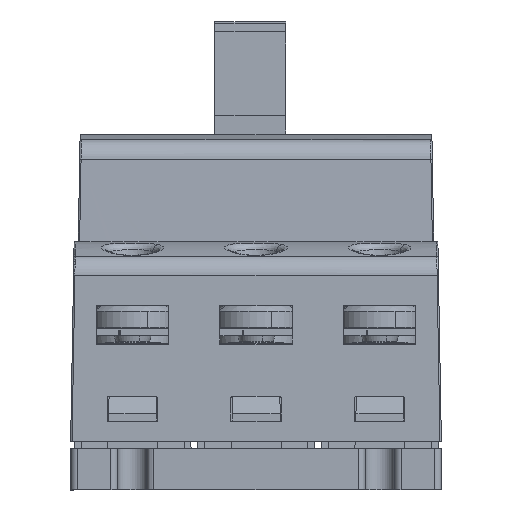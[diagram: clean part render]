
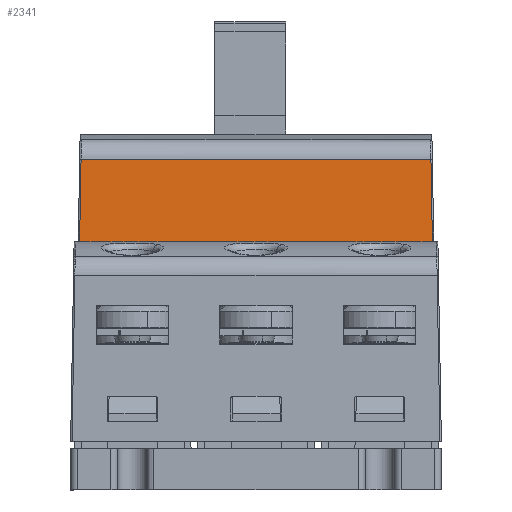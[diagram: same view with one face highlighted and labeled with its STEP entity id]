
A CAD part, left-side view. The second image highlights one B-rep face of the part: STEP entity #2341.
In plain terms, the highlighted cylindrical face has radius 331.58 mm (diameter 663.161 mm), a partial arc.
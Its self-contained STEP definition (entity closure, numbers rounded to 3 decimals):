
#864=CYLINDRICAL_SURFACE('',#24461,331.58);
#1184=B_SPLINE_CURVE_WITH_KNOTS('',3,(#32678,#32679,#32680,#32681,#32682,
#32683),.UNSPECIFIED.,.F.,.F.,(4,2,4),(0.,0.5,1.),.UNSPECIFIED.);
#1190=B_SPLINE_CURVE_WITH_KNOTS('',3,(#32946,#32947,#32948,#32949,#32950,
#32951),.UNSPECIFIED.,.F.,.F.,(4,2,4),(0.,0.5,1.),.UNSPECIFIED.);
#1321=B_SPLINE_CURVE_WITH_KNOTS('',3,(#35623,#35624,#35625,#35626),
 .UNSPECIFIED.,.F.,.F.,(4,4),(0.,1.),.UNSPECIFIED.);
#1322=B_SPLINE_CURVE_WITH_KNOTS('',3,(#35629,#35630,#35631,#35632,#35633,
#35634),.UNSPECIFIED.,.F.,.F.,(4,2,4),(0.,0.5,1.),.UNSPECIFIED.);
#1323=B_SPLINE_CURVE_WITH_KNOTS('',3,(#35635,#35636,#35637,#35638,#35639,
#35640),.UNSPECIFIED.,.F.,.F.,(4,2,4),(0.,0.5,1.),.UNSPECIFIED.);
#1324=B_SPLINE_CURVE_WITH_KNOTS('',3,(#35641,#35642,#35643,#35644,#35645,
#35646),.UNSPECIFIED.,.F.,.F.,(4,2,4),(0.,0.5,1.),
 .UNSPECIFIED.);
#1325=B_SPLINE_CURVE_WITH_KNOTS('',3,(#35648,#35649,#35650,#35651,#35652,
#35653),.UNSPECIFIED.,.F.,.F.,(4,2,4),(0.,0.5,1.),.UNSPECIFIED.);
#1326=B_SPLINE_CURVE_WITH_KNOTS('',3,(#35654,#35655,#35656,#35657),
 .UNSPECIFIED.,.F.,.F.,(4,4),(0.,1.),.UNSPECIFIED.);
#2341=ADVANCED_FACE('',(#3470),#864,.T.);
#3470=FACE_OUTER_BOUND('',#4246,.T.);
#4246=EDGE_LOOP('',(#7055,#7056,#7057,#7058,#7059,#7060,#7061,#7062,#7063,
#7064,#7065,#7066,#7067));
#7055=ORIENTED_EDGE('',*,*,#16029,.T.);
#7056=ORIENTED_EDGE('',*,*,#16050,.T.);
#7057=ORIENTED_EDGE('',*,*,#16051,.F.);
#7058=ORIENTED_EDGE('',*,*,#15573,.T.);
#7059=ORIENTED_EDGE('',*,*,#16052,.T.);
#7060=ORIENTED_EDGE('',*,*,#15673,.F.);
#7061=ORIENTED_EDGE('',*,*,#15567,.T.);
#7062=ORIENTED_EDGE('',*,*,#16053,.T.);
#7063=ORIENTED_EDGE('',*,*,#15677,.F.);
#7064=ORIENTED_EDGE('',*,*,#16054,.T.);
#7065=ORIENTED_EDGE('',*,*,#16055,.T.);
#7066=ORIENTED_EDGE('',*,*,#15684,.F.);
#7067=ORIENTED_EDGE('',*,*,#16056,.T.);
#12046=VERTEX_POINT('',#32677);
#12047=VERTEX_POINT('',#32684);
#12052=VERTEX_POINT('',#32945);
#12053=VERTEX_POINT('',#32952);
#12141=VERTEX_POINT('',#34173);
#12143=VERTEX_POINT('',#34186);
#12146=VERTEX_POINT('',#34196);
#12147=VERTEX_POINT('',#34207);
#12153=VERTEX_POINT('',#34230);
#12458=VERTEX_POINT('',#35519);
#12459=VERTEX_POINT('',#35521);
#12473=VERTEX_POINT('',#35627);
#12474=VERTEX_POINT('',#35647);
#15567=EDGE_CURVE('',#12047,#12046,#1184,.T.);
#15573=EDGE_CURVE('',#12053,#12052,#1190,.T.);
#15673=EDGE_CURVE('',#12047,#12141,#19604,.T.);
#15677=EDGE_CURVE('',#12146,#12143,#19606,.T.);
#15684=EDGE_CURVE('',#12153,#12147,#19608,.T.);
#16029=EDGE_CURVE('',#12459,#12458,#19821,.T.);
#16050=EDGE_CURVE('',#12458,#12473,#1321,.T.);
#16051=EDGE_CURVE('',#12053,#12473,#19824,.T.);
#16052=EDGE_CURVE('',#12052,#12141,#1322,.T.);
#16053=EDGE_CURVE('',#12046,#12143,#1323,.T.);
#16054=EDGE_CURVE('',#12146,#12474,#1324,.T.);
#16055=EDGE_CURVE('',#12474,#12147,#1325,.T.);
#16056=EDGE_CURVE('',#12153,#12459,#1326,.T.);
#19604=LINE('',#34176,#21892);
#19606=LINE('',#34197,#21894);
#19608=LINE('',#34231,#21896);
#19821=LINE('',#35520,#22109);
#19824=LINE('',#35628,#22112);
#21892=VECTOR('',#26592,1.);
#21894=VECTOR('',#26596,1.);
#21896=VECTOR('',#26600,1.);
#22109=VECTOR('',#26921,1.);
#22112=VECTOR('',#26942,1.);
#24461=AXIS2_PLACEMENT_3D('',#35658,#26943,#26944);
#26592=DIRECTION('',(0.,1.,0.));
#26596=DIRECTION('',(0.,1.,0.));
#26600=DIRECTION('',(0.,1.,0.));
#26921=DIRECTION('',(0.,1.,0.));
#26942=DIRECTION('',(0.,1.,0.));
#26943=DIRECTION('',(0.,-1.,0.));
#26944=DIRECTION('',(0.,0.,1.));
#32677=CARTESIAN_POINT('',(-18.7,0.016,27.555));
#32678=CARTESIAN_POINT('',(-18.693,3.301,28.115));
#32679=CARTESIAN_POINT('',(-18.693,2.964,28.115));
#32680=CARTESIAN_POINT('',(-18.694,2.446,28.031));
#32681=CARTESIAN_POINT('',(-18.7,0.868,27.653));
#32682=CARTESIAN_POINT('',(-18.701,0.321,27.557));
#32683=CARTESIAN_POINT('',(-18.701,0.016,27.556));
#32684=CARTESIAN_POINT('',(-18.693,3.301,28.115));
#32945=CARTESIAN_POINT('',(-18.7,18.016,27.555));
#32946=CARTESIAN_POINT('',(-18.693,21.301,28.115));
#32947=CARTESIAN_POINT('',(-18.693,20.964,28.115));
#32948=CARTESIAN_POINT('',(-18.694,20.446,28.031));
#32949=CARTESIAN_POINT('',(-18.7,18.868,27.653));
#32950=CARTESIAN_POINT('',(-18.701,18.321,27.557));
#32951=CARTESIAN_POINT('',(-18.701,18.016,27.556));
#32952=CARTESIAN_POINT('',(-18.693,21.301,28.115));
#34173=CARTESIAN_POINT('',(-18.693,14.699,28.115));
#34176=CARTESIAN_POINT('',(-18.693,20.1,28.115));
#34186=CARTESIAN_POINT('',(-18.693,-3.301,28.115));
#34196=CARTESIAN_POINT('',(-18.693,-14.699,28.115));
#34197=CARTESIAN_POINT('',(-18.693,20.1,28.115));
#34207=CARTESIAN_POINT('',(-18.693,-21.301,28.115));
#34230=CARTESIAN_POINT('',(-18.693,-25.702,28.115));
#34231=CARTESIAN_POINT('',(-18.693,2.1,28.115));
#35519=CARTESIAN_POINT('',(-18.24,25.474,41.146));
#35520=CARTESIAN_POINT('',(-18.24,20.1,41.146));
#35521=CARTESIAN_POINT('',(-18.24,-25.474,41.146));
#35623=CARTESIAN_POINT('',(-18.24,25.474,41.146));
#35624=CARTESIAN_POINT('',(-18.476,25.55,36.806));
#35625=CARTESIAN_POINT('',(-18.627,25.626,32.461));
#35626=CARTESIAN_POINT('',(-18.693,25.702,28.115));
#35627=CARTESIAN_POINT('',(-18.693,25.702,28.115));
#35628=CARTESIAN_POINT('',(-18.693,38.1,28.115));
#35629=CARTESIAN_POINT('',(-18.701,18.016,27.556));
#35630=CARTESIAN_POINT('',(-18.701,17.701,27.555));
#35631=CARTESIAN_POINT('',(-18.7,17.125,27.654));
#35632=CARTESIAN_POINT('',(-18.694,15.589,28.023));
#35633=CARTESIAN_POINT('',(-18.693,15.036,28.115));
#35634=CARTESIAN_POINT('',(-18.693,14.699,28.115));
#35635=CARTESIAN_POINT('',(-18.701,0.016,27.556));
#35636=CARTESIAN_POINT('',(-18.701,-0.299,27.555));
#35637=CARTESIAN_POINT('',(-18.7,-0.875,27.654));
#35638=CARTESIAN_POINT('',(-18.694,-2.411,28.023));
#35639=CARTESIAN_POINT('',(-18.693,-2.964,28.115));
#35640=CARTESIAN_POINT('',(-18.693,-3.301,28.115));
#35641=CARTESIAN_POINT('',(-18.693,-14.699,28.115));
#35642=CARTESIAN_POINT('',(-18.693,-15.039,28.115));
#35643=CARTESIAN_POINT('',(-18.694,-15.551,28.033));
#35644=CARTESIAN_POINT('',(-18.7,-17.124,27.654));
#35645=CARTESIAN_POINT('',(-18.701,-17.669,27.559));
#35646=CARTESIAN_POINT('',(-18.701,-17.971,27.556));
#35647=CARTESIAN_POINT('',(-18.7,-17.971,27.555));
#35648=CARTESIAN_POINT('',(-18.701,-17.971,27.556));
#35649=CARTESIAN_POINT('',(-18.701,-18.291,27.554));
#35650=CARTESIAN_POINT('',(-18.7,-18.865,27.652));
#35651=CARTESIAN_POINT('',(-18.694,-20.409,28.022));
#35652=CARTESIAN_POINT('',(-18.693,-20.964,28.115));
#35653=CARTESIAN_POINT('',(-18.693,-21.301,28.115));
#35654=CARTESIAN_POINT('',(-18.693,-25.702,28.115));
#35655=CARTESIAN_POINT('',(-18.627,-25.626,32.461));
#35656=CARTESIAN_POINT('',(-18.476,-25.55,36.806));
#35657=CARTESIAN_POINT('',(-18.24,-25.474,41.146));
#35658=CARTESIAN_POINT('',(312.85,20.1,23.115));
